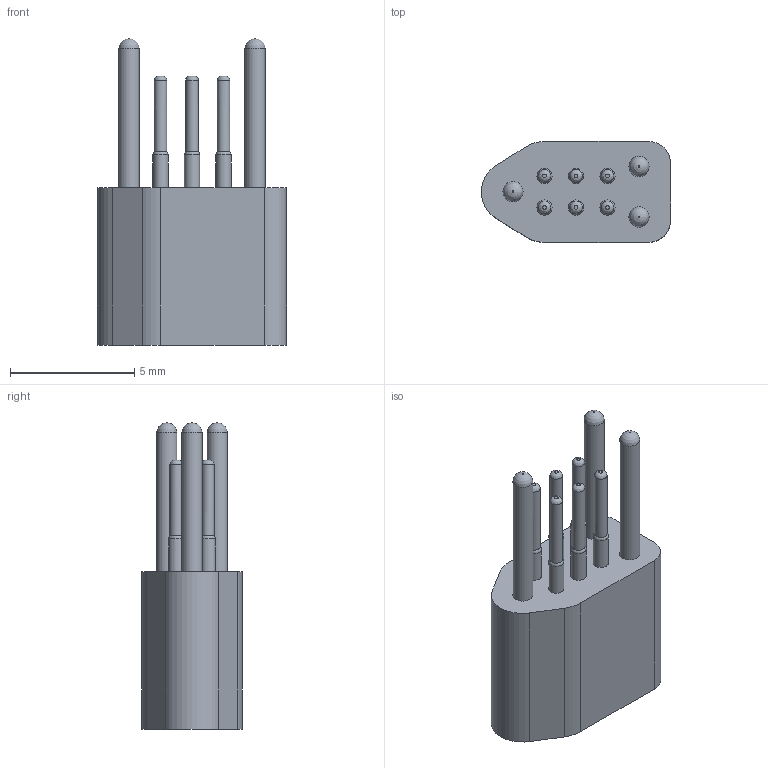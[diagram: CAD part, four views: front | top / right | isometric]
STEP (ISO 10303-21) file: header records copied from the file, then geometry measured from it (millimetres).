
FILE_DESCRIPTION(('FreeCAD Model'),'2;1');
FILE_NAME('TC2030.step', '2020-01-07T12:38:36',('Author'),(''), 'Open CASCADE STEP processor 7.3','FreeCAD','Unknown');
FILE_SCHEMA(('AUTOMOTIVE_DESIGN { 1 0 10303 214 1 1 1 1 }'));
Length unit declared in the file: millimetre
Products named in the file (1): TC2030
Bounding box: 7.62 x 4.06 x 12.34 mm (x, y, z)
Volume: 190.6 mm3; surface area: 273.9 mm2
Topology: 1 solids, 1 shells, 51 faces, 99 edges, 59 vertices
Faces by surface type: cylinder 20, plane 16, revolution 15
Full cylindrical faces by diameter (mm): 0.508 x6, 0.61 x6, 0.813 x3
Entity records: 3444 total; most frequent: CARTESIAN_POINT 987, DIRECTION 396, ORIENTED_EDGE 198, PCURVE 198, DEFINITIONAL_REPRESENTATION 198, LINE 163, VECTOR 163, EDGE_CURVE 99
